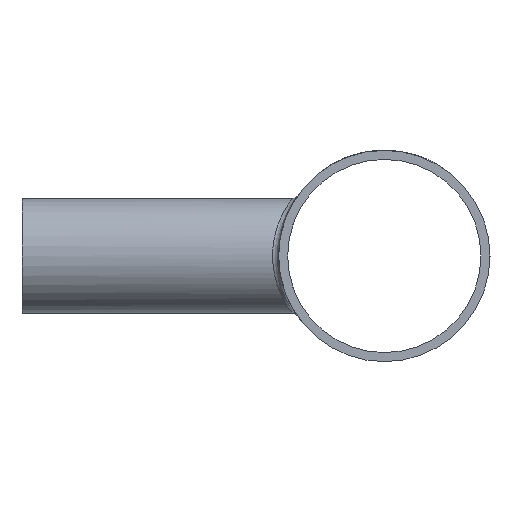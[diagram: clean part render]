
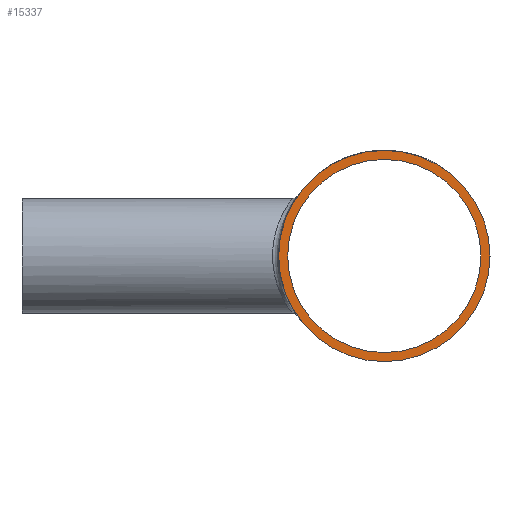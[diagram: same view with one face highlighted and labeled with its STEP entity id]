
A CAD part, left-side view. The second image highlights one B-rep face of the part: STEP entity #15337.
In plain terms, the highlighted planar face has unit normal (-1, 0, 0).
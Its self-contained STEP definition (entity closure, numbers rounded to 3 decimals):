
#354 = CIRCLE ( 'NONE', #2695, 16. ) ;
#718 = FACE_BOUND ( 'NONE', #7238, .T. ) ;
#1625 = DIRECTION ( 'NONE',  ( 0., 0., 1. ) ) ;
#2695 = AXIS2_PLACEMENT_3D ( 'NONE', #2861, #3157, #8559 ) ;
#2861 = CARTESIAN_POINT ( 'NONE',  ( -60., 0., 0. ) ) ;
#3157 = DIRECTION ( 'NONE',  ( -1., 0., 0. ) ) ;
#3317 = DIRECTION ( 'NONE',  ( 0., 0., 1. ) ) ;
#4248 = VERTEX_POINT ( 'NONE', #14016 ) ;
#5173 = EDGE_LOOP ( 'NONE', ( #10941 ) ) ;
#5547 = CARTESIAN_POINT ( 'NONE',  ( -60., 0., 17.5 ) ) ;
#7238 = EDGE_LOOP ( 'NONE', ( #10044 ) ) ;
#7689 = DIRECTION ( 'NONE',  ( -1., 0., 0. ) ) ;
#8559 = DIRECTION ( 'NONE',  ( 0., 0., 1. ) ) ;
#8639 = EDGE_CURVE ( 'NONE', #15686, #15686, #10881, .T. ) ;
#9003 = DIRECTION ( 'NONE',  ( -1., 0., 0. ) ) ;
#10044 = ORIENTED_EDGE ( 'NONE', *, *, #14885, .F. ) ;
#10881 = CIRCLE ( 'NONE', #16789, 17.5 ) ;
#10941 = ORIENTED_EDGE ( 'NONE', *, *, #8639, .T. ) ;
#11048 = AXIS2_PLACEMENT_3D ( 'NONE', #11601, #7689, #3317 ) ;
#11601 = CARTESIAN_POINT ( 'NONE',  ( -60., 0., 0. ) ) ;
#14016 = CARTESIAN_POINT ( 'NONE',  ( -60., 0., 16. ) ) ;
#14755 = FACE_OUTER_BOUND ( 'NONE', #5173, .T. ) ;
#14885 = EDGE_CURVE ( 'NONE', #4248, #4248, #354, .T. ) ;
#15337 = ADVANCED_FACE ( 'NONE', ( #718, #14755 ), #17454, .T. ) ;
#15686 = VERTEX_POINT ( 'NONE', #5547 ) ;
#16031 = CARTESIAN_POINT ( 'NONE',  ( -60., 0., 0. ) ) ;
#16789 = AXIS2_PLACEMENT_3D ( 'NONE', #16031, #9003, #1625 ) ;
#17454 = PLANE ( 'NONE',  #11048 ) ;
